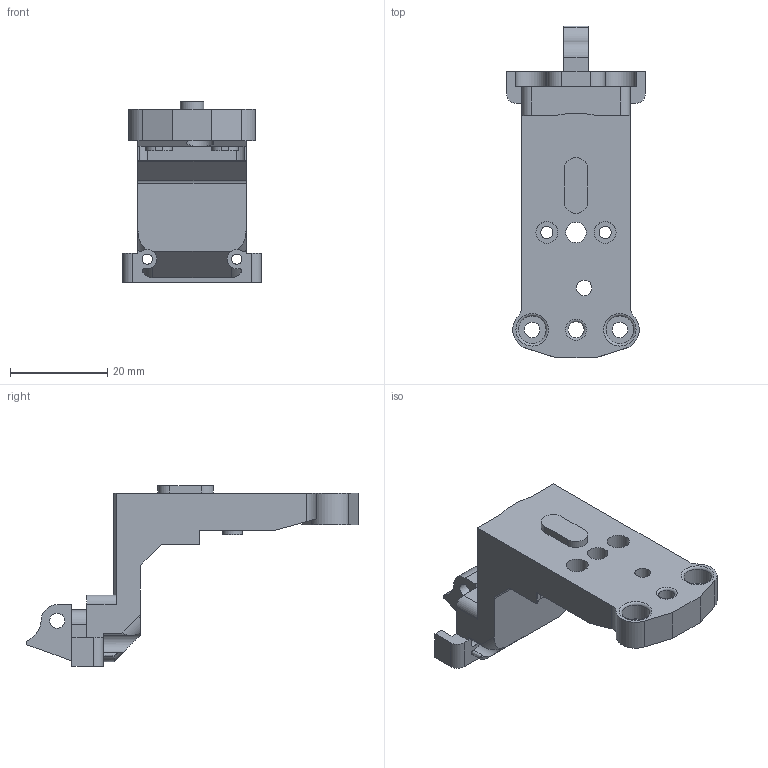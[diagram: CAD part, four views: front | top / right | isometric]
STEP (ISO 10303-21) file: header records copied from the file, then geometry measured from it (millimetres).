
FILE_DESCRIPTION(/* description */ (''),/* implementation_level */ '2;1');
FILE_NAME(/* name */ 'EDP Planetary Vertical - Liquid adaptor - Metal Carrier.step',/* time_stamp */ '2020-12-25T00:14:55-05:00',/* author */ (''),/* organization */ (''),/* preprocessor_version */ 'ST-DEVELOPER v18.1',/* originating_system */ 'Autodesk Translation Framework v9.7.1.1290',/* authorisation */ '');
FILE_SCHEMA (('AUTOMOTIVE_DESIGN { 1 0 10303 214 3 1 1 }'));
Length unit declared in the file: millimetre
Products named in the file (2): Planetary Vertical - metal carrier Liquid adaptor; Planetary Vertical liquid Adapter - Integrated v5
Assembly tree (1 placements, depth 2):
  Planetary Vertical - metal carrier Liquid adaptor
    Planetary Vertical liquid Adapter - Integrated v5
Bounding box: 28.5 x 68.22 x 37.17 mm (x, y, z)
Volume: 13883.9 mm3; surface area: 6470 mm2
Topology: 3 solids, 3 shells, 122 faces, 338 edges, 225 vertices
Faces by surface type: plane 59, cylinder 52, bspline 6, torus 5
Full cylindrical faces by diameter (mm): 2.1 x2, 2.5 x4, 3.1 x1, 3.196 x1, 3.2 x1, 3.202 x1, 3.302 x1, 4.2 x1, 4.5 x2, 5.7 x3
Entity records: 4204 total; most frequent: CARTESIAN_POINT 909, DIRECTION 682, ORIENTED_EDGE 676, EDGE_CURVE 338, AXIS2_PLACEMENT_3D 245, VERTEX_POINT 225, LINE 192, VECTOR 192
